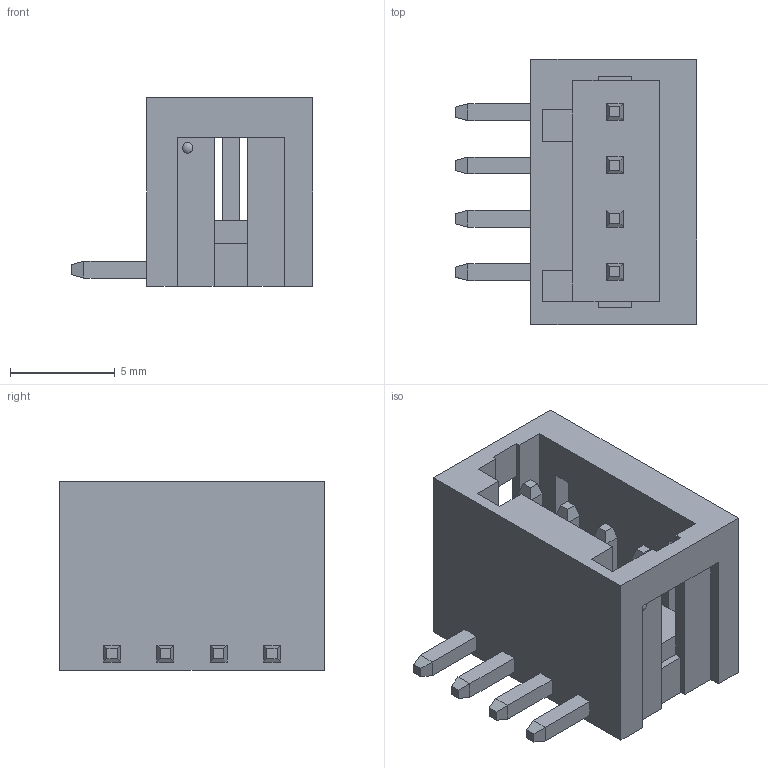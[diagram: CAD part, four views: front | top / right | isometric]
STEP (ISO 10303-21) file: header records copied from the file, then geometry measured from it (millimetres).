
FILE_DESCRIPTION(/* description */ ('Unknown'),/* implementation_level */ '2;1');
FILE_NAME(/* name */ 'ME730-25404',/* time_stamp */ '2023-07-21T16:41:22+08:00',/* author */ ('Unknown'),/* organization */ ('Unknown'),/* preprocessor_version */ 'ST-DEVELOPER v16.7',/* originating_system */ 'DEX',/* authorisation */ $);
FILE_SCHEMA (('AUTOMOTIVE_DESIGN {1 0 10303 214 3 1 1}'));
Length unit declared in the file: millimetre
Products named in the file (1): ME730-254
Bounding box: 11.5 x 12.62 x 9 mm (x, y, z)
Volume: 570.3 mm3; surface area: 922.6 mm2
Topology: 1 solids, 5 shells, 147 faces, 366 edges, 231 vertices
Faces by surface type: plane 146, sphere 1
Entity records: 4267 total; most frequent: CARTESIAN_POINT 745, ORIENTED_EDGE 732, DIRECTION 663, EDGE_CURVE 366, LINE 365, VECTOR 365, VERTEX_POINT 231, EDGE_LOOP 157
